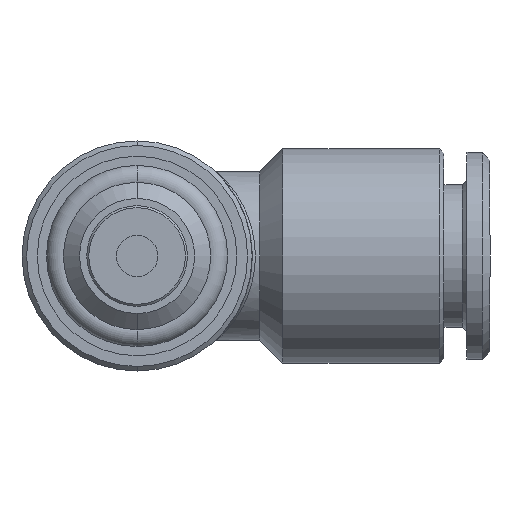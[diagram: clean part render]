
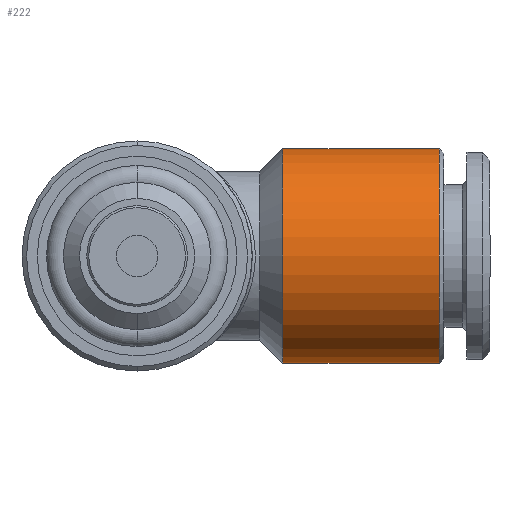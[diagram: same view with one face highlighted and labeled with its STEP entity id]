
A CAD part, front view. The second image highlights one B-rep face of the part: STEP entity #222.
In plain terms, the highlighted cylindrical face has radius 7 mm (diameter 14 mm), a partial arc.
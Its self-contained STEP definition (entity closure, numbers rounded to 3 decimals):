
#146 = ORIENTED_EDGE ( 'NONE', *, *, #622, .F. ) ;
#147 = ORIENTED_EDGE ( 'NONE', *, *, #148, .T. ) ;
#148 = EDGE_CURVE ( 'NONE', #499, #558, #3162, .T. ) ;
#217 = EDGE_CURVE ( 'NONE', #528, #585, #2801, .T. ) ;
#220 = ORIENTED_EDGE ( 'NONE', *, *, #567, .T. ) ;
#221 = ORIENTED_EDGE ( 'NONE', *, *, #217, .F. ) ;
#222 = ADVANCED_FACE ( 'NONE', ( #2813 ), #2815, .T. ) ;
#404 = EDGE_LOOP ( 'NONE', ( #146, #147, #220, #221 ) ) ;
#499 = VERTEX_POINT ( 'NONE', #1359 ) ;
#528 = VERTEX_POINT ( 'NONE', #1402 ) ;
#558 = VERTEX_POINT ( 'NONE', #1509 ) ;
#567 = EDGE_CURVE ( 'NONE', #558, #585, #1514, .T. ) ;
#585 = VERTEX_POINT ( 'NONE', #1544 ) ;
#622 = EDGE_CURVE ( 'NONE', #499, #528, #2053, .T. ) ;
#1359 = CARTESIAN_POINT ( 'NONE',  ( 19.7, 15.4, -7. ) ) ;
#1402 = CARTESIAN_POINT ( 'NONE',  ( 9.5, 15.4, -7. ) ) ;
#1509 = CARTESIAN_POINT ( 'NONE',  ( 19.7, 15.4, 7. ) ) ;
#1513 = CARTESIAN_POINT ( 'NONE',  ( -5.577, 15.4, 7. ) ) ;
#1514 = LINE ( 'NONE', #1513, #1526 ) ;
#1526 = VECTOR ( 'NONE', #1542, 1000. ) ;
#1542 = DIRECTION ( 'NONE',  ( -1., 0., 0. ) ) ;
#1544 = CARTESIAN_POINT ( 'NONE',  ( 9.5, 15.4, 7. ) ) ;
#2053 = LINE ( 'NONE', #2061, #2065 ) ;
#2060 = DIRECTION ( 'NONE',  ( -1., 0., 0. ) ) ;
#2061 = CARTESIAN_POINT ( 'NONE',  ( -5.577, 15.4, -7. ) ) ;
#2065 = VECTOR ( 'NONE', #2060, 1000. ) ;
#2800 = AXIS2_PLACEMENT_3D ( 'NONE', #2825, #2809, #2807 ) ;
#2801 = CIRCLE ( 'NONE', #2800, 7. ) ;
#2802 = DIRECTION ( 'NONE',  ( 0., 0., 1. ) ) ;
#2803 = DIRECTION ( 'NONE',  ( -1., 0., 0. ) ) ;
#2804 = AXIS2_PLACEMENT_3D ( 'NONE', #2814, #2803, #2802 ) ;
#2807 = DIRECTION ( 'NONE',  ( 0., 0., 1. ) ) ;
#2809 = DIRECTION ( 'NONE',  ( -1., 0., 0. ) ) ;
#2813 = FACE_OUTER_BOUND ( 'NONE', #404, .T. ) ;
#2814 = CARTESIAN_POINT ( 'NONE',  ( -5.577, 15.4, 0. ) ) ;
#2815 = CYLINDRICAL_SURFACE ( 'NONE', #2804, 7. ) ;
#2825 = CARTESIAN_POINT ( 'NONE',  ( 9.5, 15.4, 0. ) ) ;
#3158 = DIRECTION ( 'NONE',  ( 0., 0., 1. ) ) ;
#3159 = DIRECTION ( 'NONE',  ( -1., 0., 0. ) ) ;
#3160 = CARTESIAN_POINT ( 'NONE',  ( 19.7, 15.4, 0. ) ) ;
#3161 = AXIS2_PLACEMENT_3D ( 'NONE', #3160, #3159, #3158 ) ;
#3162 = CIRCLE ( 'NONE', #3161, 7. ) ;
